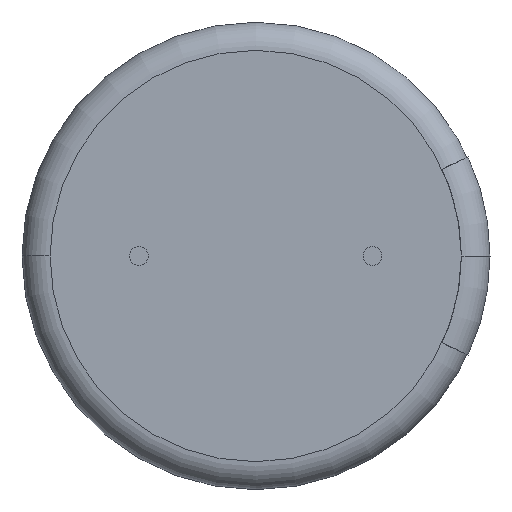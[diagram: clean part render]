
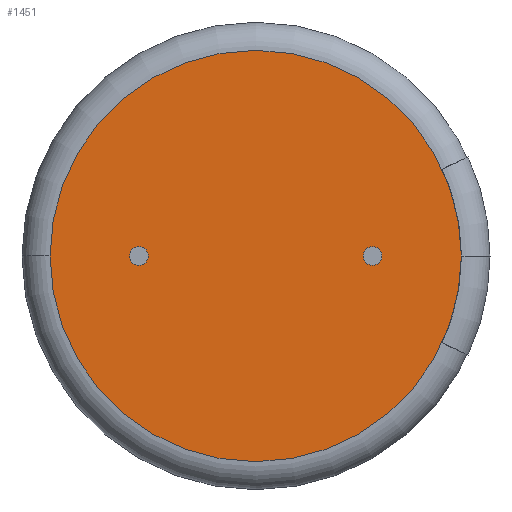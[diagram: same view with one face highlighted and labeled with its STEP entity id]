
A CAD part, front view. The second image highlights one B-rep face of the part: STEP entity #1451.
In plain terms, the highlighted planar face has unit normal (0, -1, 0).
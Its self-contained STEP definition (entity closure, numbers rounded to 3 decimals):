
#9 = EDGE_LOOP ( 'NONE', ( #459, #524 ) ) ;
#51 = DIRECTION ( 'NONE',  ( 1., 0., 0. ) ) ;
#52 = CARTESIAN_POINT ( 'NONE',  ( 0., 0., 0. ) ) ;
#63 = DIRECTION ( 'NONE',  ( 0., -1., 0. ) ) ;
#222 = EDGE_CURVE ( 'NONE', #1835, #1754, #1008, .T. ) ;
#228 = VERTEX_POINT ( 'NONE', #2094 ) ;
#242 = CARTESIAN_POINT ( 'NONE',  ( 6.25, 0., 0. ) ) ;
#243 = DIRECTION ( 'NONE',  ( 1., 0., 0. ) ) ;
#258 = CARTESIAN_POINT ( 'NONE',  ( 6.25, 0., 0. ) ) ;
#277 = AXIS2_PLACEMENT_3D ( 'NONE', #1164, #63, #1341 ) ;
#296 = CARTESIAN_POINT ( 'NONE',  ( 6.25, 0., -0.5 ) ) ;
#357 = CIRCLE ( 'NONE', #529, 0.5 ) ;
#427 = ORIENTED_EDGE ( 'NONE', *, *, #778, .T. ) ;
#445 = DIRECTION ( 'NONE',  ( 1., 0., 0. ) ) ;
#459 = ORIENTED_EDGE ( 'NONE', *, *, #1500, .F. ) ;
#460 = EDGE_LOOP ( 'NONE', ( #2098, #427 ) ) ;
#498 = CARTESIAN_POINT ( 'NONE',  ( 0., 0., 0. ) ) ;
#524 = ORIENTED_EDGE ( 'NONE', *, *, #1040, .F. ) ;
#529 = AXIS2_PLACEMENT_3D ( 'NONE', #1059, #2306, #1237 ) ;
#618 = EDGE_CURVE ( 'NONE', #2266, #1942, #1686, .T. ) ;
#668 = DIRECTION ( 'NONE',  ( 1., 0., 0. ) ) ;
#758 = FACE_OUTER_BOUND ( 'NONE', #460, .T. ) ;
#778 = EDGE_CURVE ( 'NONE', #1942, #2266, #1795, .T. ) ;
#781 = AXIS2_PLACEMENT_3D ( 'NONE', #52, #1333, #243 ) ;
#913 = DIRECTION ( 'NONE',  ( 0., -1., 0. ) ) ;
#998 = CARTESIAN_POINT ( 'NONE',  ( 11., 0., 0. ) ) ;
#1008 = CIRCLE ( 'NONE', #1874, 0.5 ) ;
#1040 = EDGE_CURVE ( 'NONE', #228, #1565, #1687, .T. ) ;
#1059 = CARTESIAN_POINT ( 'NONE',  ( -6.25, 0., 0. ) ) ;
#1164 = CARTESIAN_POINT ( 'NONE',  ( -6.25, 0., 0. ) ) ;
#1200 = ORIENTED_EDGE ( 'NONE', *, *, #2187, .F. ) ;
#1237 = DIRECTION ( 'NONE',  ( 1., 0., 0. ) ) ;
#1330 = DIRECTION ( 'NONE',  ( 0., -1., 0. ) ) ;
#1333 = DIRECTION ( 'NONE',  ( 0., -1., 0. ) ) ;
#1339 = CARTESIAN_POINT ( 'NONE',  ( -11., 0., 0. ) ) ;
#1341 = DIRECTION ( 'NONE',  ( 1., 0., 0. ) ) ;
#1398 = ORIENTED_EDGE ( 'NONE', *, *, #222, .F. ) ;
#1413 = CARTESIAN_POINT ( 'NONE',  ( -6.25, 0., 0.5 ) ) ;
#1451 = ADVANCED_FACE ( 'NONE', ( #758, #1652, #2121 ), #1916, .T. ) ;
#1476 = AXIS2_PLACEMENT_3D ( 'NONE', #258, #1524, #445 ) ;
#1500 = EDGE_CURVE ( 'NONE', #1565, #228, #357, .T. ) ;
#1524 = DIRECTION ( 'NONE',  ( 0., -1., 0. ) ) ;
#1565 = VERTEX_POINT ( 'NONE', #1413 ) ;
#1652 = FACE_BOUND ( 'NONE', #9, .T. ) ;
#1686 = CIRCLE ( 'NONE', #781, 11. ) ;
#1687 = CIRCLE ( 'NONE', #277, 0.5 ) ;
#1749 = DIRECTION ( 'NONE',  ( 0., -1., 0. ) ) ;
#1754 = VERTEX_POINT ( 'NONE', #2004 ) ;
#1795 = CIRCLE ( 'NONE', #2051, 11. ) ;
#1835 = VERTEX_POINT ( 'NONE', #296 ) ;
#1874 = AXIS2_PLACEMENT_3D ( 'NONE', #242, #1330, #51 ) ;
#1916 = PLANE ( 'NONE',  #2012 ) ;
#1942 = VERTEX_POINT ( 'NONE', #1339 ) ;
#1975 = CARTESIAN_POINT ( 'NONE',  ( 0., 0., 0. ) ) ;
#2004 = CARTESIAN_POINT ( 'NONE',  ( 6.25, 0., 0.5 ) ) ;
#2011 = CIRCLE ( 'NONE', #1476, 0.5 ) ;
#2012 = AXIS2_PLACEMENT_3D ( 'NONE', #498, #1749, #668 ) ;
#2026 = EDGE_LOOP ( 'NONE', ( #1200, #1398 ) ) ;
#2051 = AXIS2_PLACEMENT_3D ( 'NONE', #1975, #913, #2158 ) ;
#2094 = CARTESIAN_POINT ( 'NONE',  ( -6.25, 0., -0.5 ) ) ;
#2098 = ORIENTED_EDGE ( 'NONE', *, *, #618, .T. ) ;
#2121 = FACE_BOUND ( 'NONE', #2026, .T. ) ;
#2158 = DIRECTION ( 'NONE',  ( 1., 0., 0. ) ) ;
#2187 = EDGE_CURVE ( 'NONE', #1754, #1835, #2011, .T. ) ;
#2266 = VERTEX_POINT ( 'NONE', #998 ) ;
#2306 = DIRECTION ( 'NONE',  ( 0., -1., 0. ) ) ;
